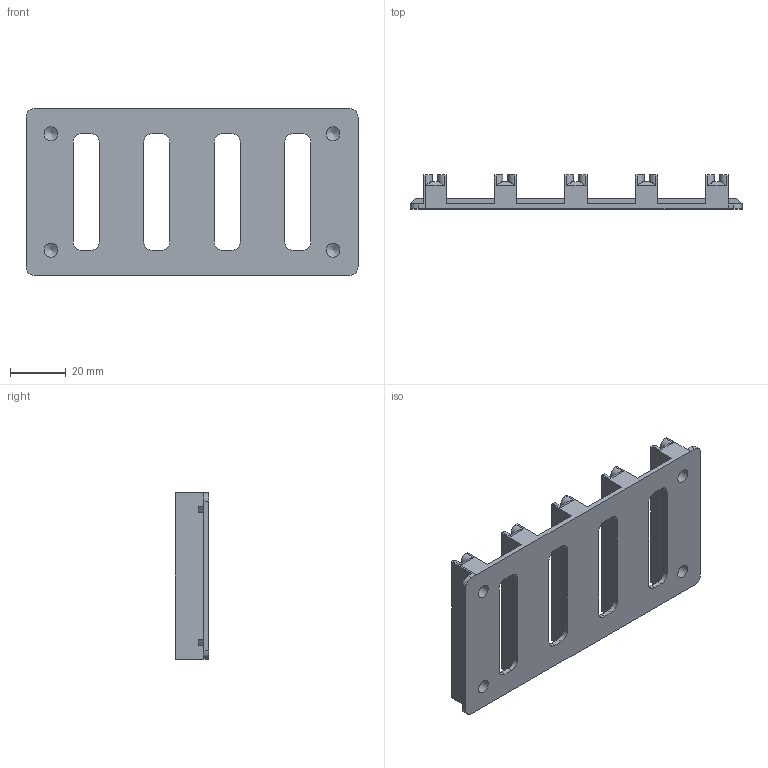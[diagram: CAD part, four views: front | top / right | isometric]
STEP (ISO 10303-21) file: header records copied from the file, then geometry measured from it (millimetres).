
FILE_DESCRIPTION(/* description */ (''),/* implementation_level */ '2;1');
FILE_NAME(/* name */ 'card_guide.step',/* time_stamp */ '2020-04-29T19:47:44+02:00',/* author */ (''),/* organization */ (''),/* preprocessor_version */ 'ST-DEVELOPER v18',/* originating_system */ 'Autodesk Translation Framework v8.12.0.6',/* authorisation */ '');
FILE_SCHEMA (('AUTOMOTIVE_DESIGN { 1 0 10303 214 3 1 1 }'));
Length unit declared in the file: millimetre
Products named in the file (1): guide_carte
Bounding box: 119.6 x 12.2 x 60 mm (x, y, z)
Volume: 33784.2 mm3; surface area: 21999.2 mm2
Topology: 1 solids, 1 shells, 159 faces, 465 edges, 308 vertices
Faces by surface type: plane 116, cylinder 39, cone 4
Full cylindrical faces by diameter (mm): 5 x4
Entity records: 5326 total; most frequent: CARTESIAN_POINT 1019, ORIENTED_EDGE 922, DIRECTION 847, EDGE_CURVE 461, LINE 375, VECTOR 375, VERTEX_POINT 308, AXIS2_PLACEMENT_3D 236
